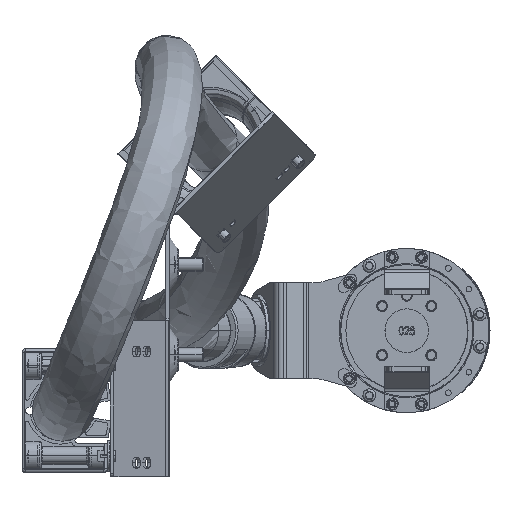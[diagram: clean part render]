
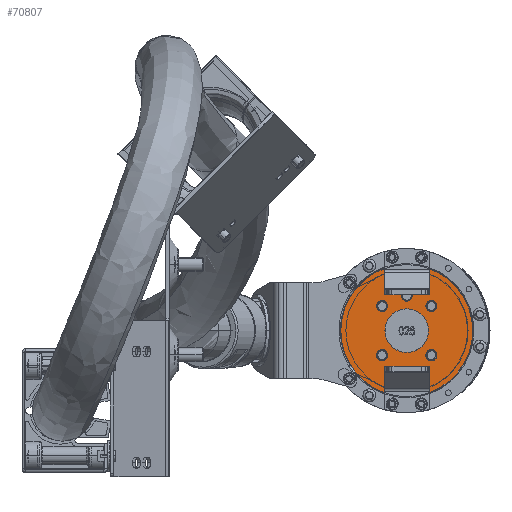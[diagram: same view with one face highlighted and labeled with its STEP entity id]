
A CAD part, left-side view. The second image highlights one B-rep face of the part: STEP entity #70807.
In plain terms, the highlighted planar face has unit normal (-1, 0, 0).
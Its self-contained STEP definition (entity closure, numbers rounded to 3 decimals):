
#425 = FACE_BOUND ( 'NONE', #110403, .T. ) ;
#651 = CARTESIAN_POINT ( 'NONE',  ( 815., -0.052, 1206.5 ) ) ;
#1096 = DIRECTION ( 'NONE',  ( 0., 0., -1. ) ) ;
#1540 = DIRECTION ( 'NONE',  ( 0., 0., -1. ) ) ;
#2309 = EDGE_CURVE ( 'NONE', #84099, #38776, #41289, .T. ) ;
#4253 = CARTESIAN_POINT ( 'NONE',  ( 815., -0.052, 1173.95 ) ) ;
#6443 = DIRECTION ( 'NONE',  ( 1., 0., 0. ) ) ;
#6619 = EDGE_CURVE ( 'NONE', #74474, #29177, #84506, .T. ) ;
#7820 = PLANE ( 'NONE',  #34547 ) ;
#9157 = DIRECTION ( 'NONE',  ( 0., 0., -1. ) ) ;
#9748 = CIRCLE ( 'NONE', #67839, 3.2 ) ;
#10989 = CARTESIAN_POINT ( 'NONE',  ( 815., 14.09, 1172.358 ) ) ;
#13305 = CARTESIAN_POINT ( 'NONE',  ( 815., -14.195, 1175.558 ) ) ;
#14942 = ORIENTED_EDGE ( 'NONE', *, *, #6619, .T. ) ;
#15073 = EDGE_LOOP ( 'NONE', ( #14942, #35975 ) ) ;
#15321 = AXIS2_PLACEMENT_3D ( 'NONE', #16440, #24990, #1096 ) ;
#16440 = CARTESIAN_POINT ( 'NONE',  ( 815., -14.195, 1200.642 ) ) ;
#18012 = FACE_BOUND ( 'NONE', #61255, .T. ) ;
#19137 = FACE_OUTER_BOUND ( 'NONE', #53637, .T. ) ;
#19232 = VERTEX_POINT ( 'NONE', #13305 ) ;
#19450 = CARTESIAN_POINT ( 'NONE',  ( 815., -0.052, 1209.6 ) ) ;
#19700 = DIRECTION ( 'NONE',  ( 0., 0., -1. ) ) ;
#22048 = ORIENTED_EDGE ( 'NONE', *, *, #55577, .T. ) ;
#22203 = CARTESIAN_POINT ( 'NONE',  ( 815., -0.052, 1186.5 ) ) ;
#23432 = VERTEX_POINT ( 'NONE', #19450 ) ;
#23550 = VERTEX_POINT ( 'NONE', #83500 ) ;
#24271 = CIRCLE ( 'NONE', #57055, 3.2 ) ;
#24990 = DIRECTION ( 'NONE',  ( 1., 0., 0. ) ) ;
#25136 = EDGE_LOOP ( 'NONE', ( #88923, #47786 ) ) ;
#25287 = CARTESIAN_POINT ( 'NONE',  ( 815., -0.052, 1186.5 ) ) ;
#25977 = ORIENTED_EDGE ( 'NONE', *, *, #109969, .T. ) ;
#26313 = CARTESIAN_POINT ( 'NONE',  ( 815., 14.09, 1197.442 ) ) ;
#26419 = EDGE_CURVE ( 'NONE', #75608, #46057, #77059, .T. ) ;
#26561 = CARTESIAN_POINT ( 'NONE',  ( 815., -14.195, 1172.358 ) ) ;
#26749 = CARTESIAN_POINT ( 'NONE',  ( 815., -0.052, 1199.05 ) ) ;
#27751 = AXIS2_PLACEMENT_3D ( 'NONE', #96226, #111640, #84902 ) ;
#28903 = CARTESIAN_POINT ( 'NONE',  ( 815., -0.052, 1148.55 ) ) ;
#29177 = VERTEX_POINT ( 'NONE', #75231 ) ;
#30417 = ORIENTED_EDGE ( 'NONE', *, *, #102285, .T. ) ;
#31550 = ORIENTED_EDGE ( 'NONE', *, *, #58676, .T. ) ;
#33953 = DIRECTION ( 'NONE',  ( 0., 0., -1. ) ) ;
#34521 = DIRECTION ( 'NONE',  ( 1., 0., 0. ) ) ;
#34547 = AXIS2_PLACEMENT_3D ( 'NONE', #77166, #34521, #33953 ) ;
#35975 = ORIENTED_EDGE ( 'NONE', *, *, #60680, .T. ) ;
#37215 = CARTESIAN_POINT ( 'NONE',  ( 815., -14.195, 1169.158 ) ) ;
#37972 = CARTESIAN_POINT ( 'NONE',  ( 815., 14.09, 1203.842 ) ) ;
#38085 = DIRECTION ( 'NONE',  ( 1., 0., 0. ) ) ;
#38776 = VERTEX_POINT ( 'NONE', #26313 ) ;
#40865 = AXIS2_PLACEMENT_3D ( 'NONE', #58392, #57821, #101588 ) ;
#41112 = DIRECTION ( 'NONE',  ( 0., 0., -1. ) ) ;
#41289 = CIRCLE ( 'NONE', #75757, 3.2 ) ;
#41609 = DIRECTION ( 'NONE',  ( 1., 0., 0. ) ) ;
#42944 = ORIENTED_EDGE ( 'NONE', *, *, #26419, .T. ) ;
#45674 = DIRECTION ( 'NONE',  ( 0., 0., -1. ) ) ;
#46057 = VERTEX_POINT ( 'NONE', #4253 ) ;
#47467 = DIRECTION ( 'NONE',  ( 1., 0., 0. ) ) ;
#47737 = CIRCLE ( 'NONE', #27751, 3.1 ) ;
#47786 = ORIENTED_EDGE ( 'NONE', *, *, #57318, .T. ) ;
#49623 = CARTESIAN_POINT ( 'NONE',  ( 815., 14.09, 1200.642 ) ) ;
#49820 = CIRCLE ( 'NONE', #78880, 37.95 ) ;
#50286 = DIRECTION ( 'NONE',  ( 0., 0., -1. ) ) ;
#50350 = ORIENTED_EDGE ( 'NONE', *, *, #2309, .T. ) ;
#53271 = CARTESIAN_POINT ( 'NONE',  ( 815., -14.195, 1200.642 ) ) ;
#53637 = EDGE_LOOP ( 'NONE', ( #111856, #84907 ) ) ;
#54148 = ORIENTED_EDGE ( 'NONE', *, *, #70670, .T. ) ;
#55314 = VERTEX_POINT ( 'NONE', #37215 ) ;
#55534 = AXIS2_PLACEMENT_3D ( 'NONE', #53271, #97047, #19700 ) ;
#55577 = EDGE_CURVE ( 'NONE', #23432, #98741, #47737, .T. ) ;
#57055 = AXIS2_PLACEMENT_3D ( 'NONE', #10989, #80346, #45674 ) ;
#57187 = AXIS2_PLACEMENT_3D ( 'NONE', #651, #41609, #9157 ) ;
#57318 = EDGE_CURVE ( 'NONE', #96703, #102536, #24271, .T. ) ;
#57821 = DIRECTION ( 'NONE',  ( 1., 0., 0. ) ) ;
#58046 = EDGE_LOOP ( 'NONE', ( #42944, #31550 ) ) ;
#58392 = CARTESIAN_POINT ( 'NONE',  ( 815., -0.052, 1186.5 ) ) ;
#58676 = EDGE_CURVE ( 'NONE', #46057, #75608, #108046, .T. ) ;
#60456 = EDGE_CURVE ( 'NONE', #61869, #23550, #49820, .T. ) ;
#60680 = EDGE_CURVE ( 'NONE', #29177, #74474, #98935, .T. ) ;
#60775 = AXIS2_PLACEMENT_3D ( 'NONE', #64243, #38085, #63671 ) ;
#61255 = EDGE_LOOP ( 'NONE', ( #30417, #50350 ) ) ;
#61869 = VERTEX_POINT ( 'NONE', #28903 ) ;
#63074 = AXIS2_PLACEMENT_3D ( 'NONE', #74196, #102033, #50286 ) ;
#63594 = AXIS2_PLACEMENT_3D ( 'NONE', #26561, #87391, #1540 ) ;
#63671 = DIRECTION ( 'NONE',  ( 0., 0., -1. ) ) ;
#64243 = CARTESIAN_POINT ( 'NONE',  ( 815., -14.195, 1172.358 ) ) ;
#65411 = EDGE_LOOP ( 'NONE', ( #95135, #22048 ) ) ;
#67836 = DIRECTION ( 'NONE',  ( 0., 0., -1. ) ) ;
#67839 = AXIS2_PLACEMENT_3D ( 'NONE', #99206, #47467, #67836 ) ;
#70303 = FACE_BOUND ( 'NONE', #25136, .T. ) ;
#70670 = EDGE_CURVE ( 'NONE', #55314, #19232, #94443, .T. ) ;
#70807 = ADVANCED_FACE ( 'NONE', ( #18012, #70303, #425, #103875, #96474, #19137, #85707 ), #7820, .F. ) ;
#73521 = AXIS2_PLACEMENT_3D ( 'NONE', #25287, #94649, #77018 ) ;
#74196 = CARTESIAN_POINT ( 'NONE',  ( 815., 14.09, 1172.358 ) ) ;
#74474 = VERTEX_POINT ( 'NONE', #90403 ) ;
#75033 = DIRECTION ( 'NONE',  ( 1., 0., 0. ) ) ;
#75231 = CARTESIAN_POINT ( 'NONE',  ( 815., -14.195, 1203.842 ) ) ;
#75608 = VERTEX_POINT ( 'NONE', #26749 ) ;
#75757 = AXIS2_PLACEMENT_3D ( 'NONE', #49623, #6443, #41112 ) ;
#75810 = DIRECTION ( 'NONE',  ( 1., 0., 0. ) ) ;
#77018 = DIRECTION ( 'NONE',  ( 0., 0., -1. ) ) ;
#77059 = CIRCLE ( 'NONE', #93463, 12.55 ) ;
#77166 = CARTESIAN_POINT ( 'NONE',  ( 815., -0.052, 1186.5 ) ) ;
#77563 = CARTESIAN_POINT ( 'NONE',  ( 815., -0.052, 1203.4 ) ) ;
#78532 = EDGE_CURVE ( 'NONE', #98741, #23432, #106194, .T. ) ;
#78880 = AXIS2_PLACEMENT_3D ( 'NONE', #22203, #75033, #101200 ) ;
#79007 = CIRCLE ( 'NONE', #40865, 37.95 ) ;
#80346 = DIRECTION ( 'NONE',  ( 1., 0., 0. ) ) ;
#81483 = EDGE_CURVE ( 'NONE', #23550, #61869, #79007, .T. ) ;
#83500 = CARTESIAN_POINT ( 'NONE',  ( 815., -0.052, 1224.45 ) ) ;
#84099 = VERTEX_POINT ( 'NONE', #37972 ) ;
#84506 = CIRCLE ( 'NONE', #55534, 3.2 ) ;
#84826 = EDGE_CURVE ( 'NONE', #102536, #96703, #99389, .T. ) ;
#84902 = DIRECTION ( 'NONE',  ( 0., 0., -1. ) ) ;
#84907 = ORIENTED_EDGE ( 'NONE', *, *, #60456, .F. ) ;
#85707 = FACE_BOUND ( 'NONE', #58046, .T. ) ;
#87391 = DIRECTION ( 'NONE',  ( 1., 0., 0. ) ) ;
#88923 = ORIENTED_EDGE ( 'NONE', *, *, #84826, .T. ) ;
#90403 = CARTESIAN_POINT ( 'NONE',  ( 815., -14.195, 1197.442 ) ) ;
#93463 = AXIS2_PLACEMENT_3D ( 'NONE', #101980, #75810, #101413 ) ;
#94443 = CIRCLE ( 'NONE', #63594, 3.2 ) ;
#94649 = DIRECTION ( 'NONE',  ( 1., 0., 0. ) ) ;
#95135 = ORIENTED_EDGE ( 'NONE', *, *, #78532, .T. ) ;
#95361 = CIRCLE ( 'NONE', #60775, 3.2 ) ;
#96226 = CARTESIAN_POINT ( 'NONE',  ( 815., -0.052, 1206.5 ) ) ;
#96247 = CARTESIAN_POINT ( 'NONE',  ( 815., 14.09, 1169.158 ) ) ;
#96474 = FACE_BOUND ( 'NONE', #65411, .T. ) ;
#96703 = VERTEX_POINT ( 'NONE', #112522 ) ;
#97047 = DIRECTION ( 'NONE',  ( 1., 0., 0. ) ) ;
#98741 = VERTEX_POINT ( 'NONE', #77563 ) ;
#98935 = CIRCLE ( 'NONE', #15321, 3.2 ) ;
#99206 = CARTESIAN_POINT ( 'NONE',  ( 815., 14.09, 1200.642 ) ) ;
#99389 = CIRCLE ( 'NONE', #63074, 3.2 ) ;
#101200 = DIRECTION ( 'NONE',  ( 0., 0., -1. ) ) ;
#101413 = DIRECTION ( 'NONE',  ( 0., 0., -1. ) ) ;
#101588 = DIRECTION ( 'NONE',  ( 0., 0., -1. ) ) ;
#101980 = CARTESIAN_POINT ( 'NONE',  ( 815., -0.052, 1186.5 ) ) ;
#102033 = DIRECTION ( 'NONE',  ( 1., 0., 0. ) ) ;
#102285 = EDGE_CURVE ( 'NONE', #38776, #84099, #9748, .T. ) ;
#102536 = VERTEX_POINT ( 'NONE', #96247 ) ;
#103875 = FACE_BOUND ( 'NONE', #15073, .T. ) ;
#106194 = CIRCLE ( 'NONE', #57187, 3.1 ) ;
#108046 = CIRCLE ( 'NONE', #73521, 12.55 ) ;
#109969 = EDGE_CURVE ( 'NONE', #19232, #55314, #95361, .T. ) ;
#110403 = EDGE_LOOP ( 'NONE', ( #54148, #25977 ) ) ;
#111640 = DIRECTION ( 'NONE',  ( 1., 0., 0. ) ) ;
#111856 = ORIENTED_EDGE ( 'NONE', *, *, #81483, .F. ) ;
#112522 = CARTESIAN_POINT ( 'NONE',  ( 815., 14.09, 1175.558 ) ) ;
